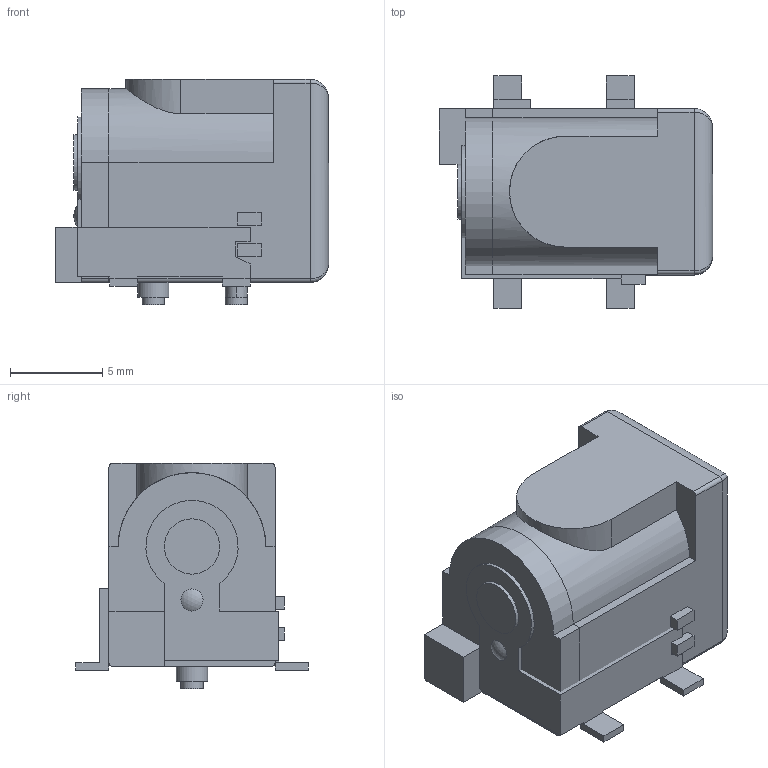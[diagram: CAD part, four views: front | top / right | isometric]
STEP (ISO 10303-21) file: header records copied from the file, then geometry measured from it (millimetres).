
FILE_DESCRIPTION(/* description */ (''),/* implementation_level */ '2;1');
FILE_NAME(/* name */ 'PJ-002AH-SMT-TR v1.step',/* time_stamp */ '2019-11-14T14:30:38-05:00',/* author */ (''),/* organization */ (''),/* preprocessor_version */ 'ST-DEVELOPER v18',/* originating_system */ 'Autodesk Translation Framework v8.12.0.6',/* authorisation */ '');
FILE_SCHEMA (('AUTOMOTIVE_DESIGN { 1 0 10303 214 3 1 1 }'));
Length unit declared in the file: millimetre
Products named in the file (1): PJ-002AH-SMT-TR
Bounding box: 14.8 x 12.6 x 12.2 mm (x, y, z)
Volume: 1230.1 mm3; surface area: 1309.6 mm2
Topology: 5 solids, 5 shells, 115 faces, 291 edges, 190 vertices
Faces by surface type: plane 87, cylinder 20, bspline 6, sphere 2
Full cylindrical faces by diameter (mm): 1.2 x2, 1.7 x1, 2 x1, 3 x1, 6.5 x1
Entity records: 4110 total; most frequent: CARTESIAN_POINT 1295, ORIENTED_EDGE 572, DIRECTION 545, EDGE_CURVE 286, LINE 221, VECTOR 221, VERTEX_POINT 190, AXIS2_PLACEMENT_3D 162
